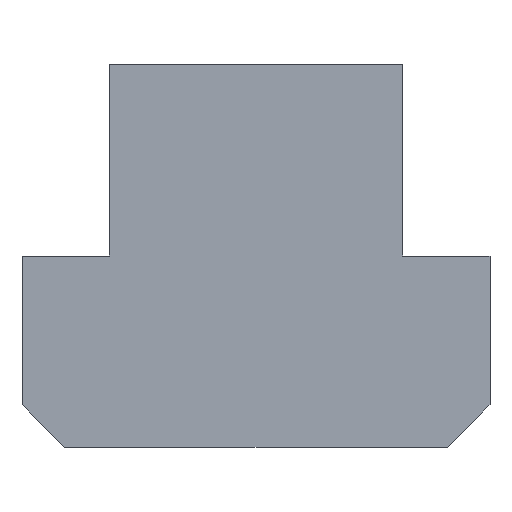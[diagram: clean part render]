
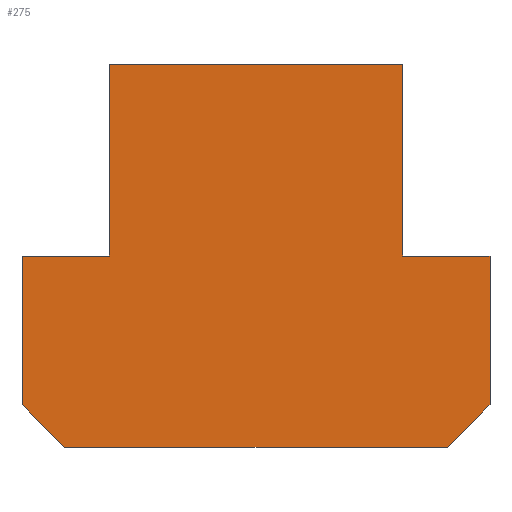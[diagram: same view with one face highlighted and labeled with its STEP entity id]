
A CAD part, front view. The second image highlights one B-rep face of the part: STEP entity #275.
In plain terms, the highlighted planar face has unit normal (0, -1, 0).
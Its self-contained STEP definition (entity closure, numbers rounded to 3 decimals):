
#119=EDGE_CURVE('',#155,#249,#318,.T.);
#131=EDGE_CURVE('',#161,#155,#332,.T.);
#153=EDGE_CURVE('',#193,#161,#358,.T.);
#155=VERTEX_POINT('',#360);
#161=VERTEX_POINT('',#366);
#167=VERTEX_POINT('',#373);
#179=EDGE_CURVE('',#219,#183,#386,.T.);
#183=VERTEX_POINT('',#390);
#185=EDGE_CURVE('',#183,#167,#392,.T.);
#193=VERTEX_POINT('',#402);
#207=EDGE_CURVE('',#235,#219,#417,.T.);
#219=VERTEX_POINT('',#429);
#235=VERTEX_POINT('',#446);
#237=EDGE_CURVE('',#271,#235,#448,.T.);
#247=EDGE_CURVE('',#249,#267,#459,.T.);
#249=VERTEX_POINT('',#461);
#255=EDGE_CURVE('',#267,#271,#467,.T.);
#267=VERTEX_POINT('',#480);
#271=VERTEX_POINT('',#485);
#275=ADVANCED_FACE('',(#489),#490,.T.);
#291=EDGE_CURVE('',#167,#193,#508,.T.);
#318=LINE('',#526,#527);
#332=LINE('',#546,#547);
#358=LINE('',#582,#583);
#360=CARTESIAN_POINT('',(22.0,-22.0,0.0));
#366=CARTESIAN_POINT('',(13.8,-22.0,0.0));
#373=CARTESIAN_POINT('',(-13.8,-22.0,18.0));
#386=LINE('',#622,#623);
#390=CARTESIAN_POINT('',(-13.8,-22.0,0.0));
#392=LINE('',#630,#631);
#402=CARTESIAN_POINT('',(13.8,-22.0,18.0));
#417=LINE('',#662,#663);
#429=CARTESIAN_POINT('',(-22.0,-22.0,0.0));
#446=CARTESIAN_POINT('',(-22.0,-22.0,-14.0));
#448=LINE('',#707,#708);
#459=LINE('',#723,#724);
#461=CARTESIAN_POINT('',(22.0,-22.0,-14.0));
#467=LINE('',#734,#735);
#480=CARTESIAN_POINT('',(18.,-22.0,-18.0));
#485=CARTESIAN_POINT('',(-18.,-22.0,-18.0));
#489=FACE_OUTER_BOUND('',#765,.T.);
#490=PLANE('',#766);
#508=LINE('',#794,#795);
#526=CARTESIAN_POINT('',(22.0,-22.0,-14.0));
#527=VECTOR('',#811,1.0);
#546=CARTESIAN_POINT('',(22.0,-22.0,0.0));
#547=VECTOR('',#824,1.0);
#582=CARTESIAN_POINT('',(13.8,-22.0,0.0));
#583=VECTOR('',#855,1.0);
#622=CARTESIAN_POINT('',(-13.8,-22.0,0.0));
#623=VECTOR('',#882,1.0);
#630=CARTESIAN_POINT('',(-13.8,-22.0,18.0));
#631=VECTOR('',#883,1.0);
#662=CARTESIAN_POINT('',(-22.0,-22.0,0.0));
#663=VECTOR('',#919,1.0);
#707=CARTESIAN_POINT('',(-22.0,-22.0,-14.0));
#708=VECTOR('',#939,1.0);
#723=CARTESIAN_POINT('',(18.,-22.0,-18.0));
#724=VECTOR('',#952,1.0);
#734=CARTESIAN_POINT('',(-18.,-22.0,-18.0));
#735=VECTOR('',#956,1.0);
#765=EDGE_LOOP('',(#978,#979,#980,#981,#982,#983,#984,#985,#986,#987));
#766=AXIS2_PLACEMENT_3D('',#988,#989,#990);
#794=CARTESIAN_POINT('',(13.8,-22.0,18.0));
#795=VECTOR('',#1014,1.0);
#811=DIRECTION('',(0.0,0.,-1.0));
#824=DIRECTION('',(1.0,0.0,0.0));
#855=DIRECTION('',(0.0,0.,-1.0));
#882=DIRECTION('',(1.0,0.0,0.0));
#883=DIRECTION('',(0.0,0.,1.0));
#919=DIRECTION('',(0.0,0.,1.0));
#939=DIRECTION('',(-0.707,0.,0.707));
#952=DIRECTION('',(-0.707,0.,-0.707));
#956=DIRECTION('',(-1.0,0.0,0.0));
#978=ORIENTED_EDGE('',*,*,#247,.F.);
#979=ORIENTED_EDGE('',*,*,#119,.F.);
#980=ORIENTED_EDGE('',*,*,#131,.F.);
#981=ORIENTED_EDGE('',*,*,#153,.F.);
#982=ORIENTED_EDGE('',*,*,#291,.F.);
#983=ORIENTED_EDGE('',*,*,#185,.F.);
#984=ORIENTED_EDGE('',*,*,#179,.F.);
#985=ORIENTED_EDGE('',*,*,#207,.F.);
#986=ORIENTED_EDGE('',*,*,#237,.F.);
#987=ORIENTED_EDGE('',*,*,#255,.F.);
#988=CARTESIAN_POINT('',(0.,-22.0,-1.315));
#989=DIRECTION('',(0.0,-1.0,0.));
#990=DIRECTION('',(1.0,0.0,0.0));
#1014=DIRECTION('',(1.0,0.0,0.0));
